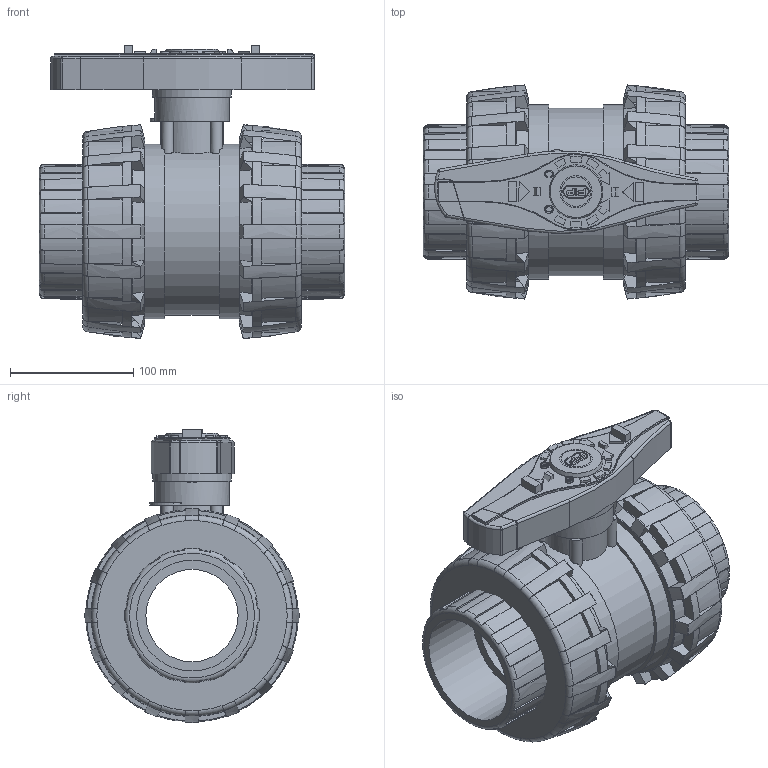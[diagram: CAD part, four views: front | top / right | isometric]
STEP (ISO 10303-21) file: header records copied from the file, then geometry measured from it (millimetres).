
FILE_DESCRIPTION(/* description */ (''),/* implementation_level */ '2;1');
FILE_NAME(/* name */ 'VXEIV090E.iam.stp',/* time_stamp */ '2014-06-09T14:31:55+02:00',/* author */ ('cmolini'),/* organization */ (''),/* preprocessor_version */ 'ST-DEVELOPER v15.6',/* originating_system */ 'Autodesk Inventor 2015',/* authorisation */ '');
FILE_SCHEMA (('AUTOMOTIVE_DESIGN { 1 0 10303 214 3 1 1 }'));
Length unit declared in the file: millimetre
Products named in the file (7): corpo valvola VEE 90; ENDIV090VXE; NTVXE090V; MOZZO-VXE-75-110; MANIGLIA VXE-90; Piastrina 40; VXEIV090E
Bounding box: 248 x 173.9 x 238.23 mm (x, y, z)
Volume: 3102495.6 mm3; surface area: 443251.4 mm2
Topology: 8 solids, 8 shells, 916 faces, 2559 edges, 1688 vertices
Faces by surface type: plane 351, cone 198, torus 190, cylinder 105, bspline 68, sphere 4
Full cylindrical faces by diameter (mm): 4.5 x2, 24 x1, 26.1 x1, 35 x1, 60.542 x1, 64 x1, 75 x2, 80 x1, 90 x2, 105.057 x2, 118.79 x2, 133.712 x2, 134.275 x2, 140.185 x2, 141.6 x2
Entity records: 22867 total; most frequent: CARTESIAN_POINT 8100, ORIENTED_EDGE 3196, DIRECTION 2887, EDGE_CURVE 1598, AXIS2_PLACEMENT_3D 1122, VERTEX_POINT 1067, EDGE_LOOP 667, LINE 643
